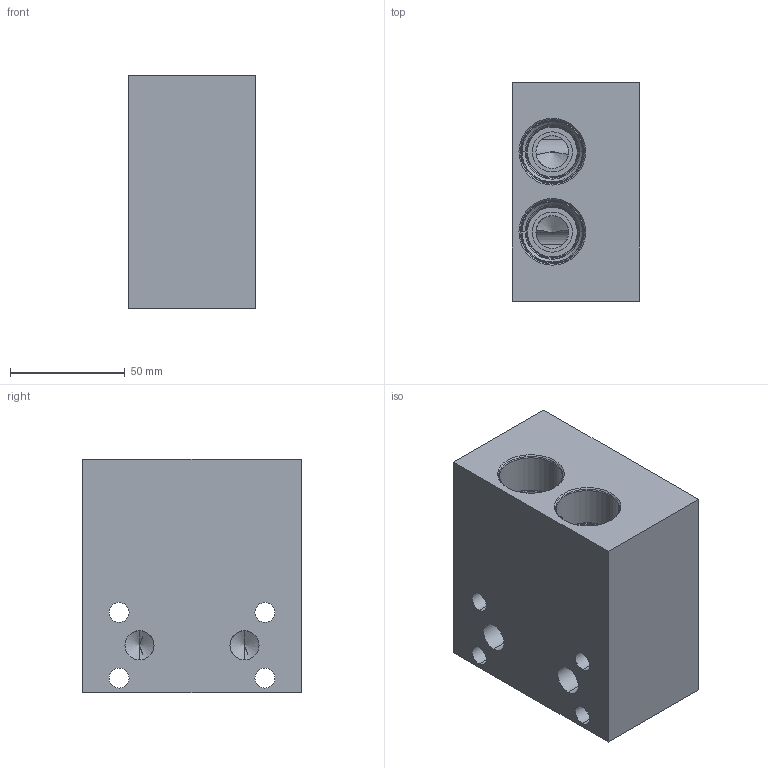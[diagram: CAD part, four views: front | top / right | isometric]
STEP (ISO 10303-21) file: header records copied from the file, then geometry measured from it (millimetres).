
FILE_DESCRIPTION((''),'2;1');
FILE_NAME('VGM_ASM','2020-05-28T',('ProEService'),(''),'PRO/ENGINEER BY PARAMETRIC TECHNOLOGY CORPORATION, 2014200','PRO/ENGINEER BY PARAMETRIC TECHNOLOGY CORPORATION, 2014200','');
FILE_SCHEMA(('CONFIG_CONTROL_DESIGN'));
Length unit declared in the file: inch
Products named in the file (2): 153-152-001; VGM_ASM
Assembly tree (1 placements, depth 2):
  VGM_ASM
    153-152-001
Bounding box: 55.58 x 95.25 x 101.6 mm (x, y, z)
Volume: 425530.6 mm3; surface area: 62843.6 mm2
Topology: 1 solids, 1 shells, 118 faces, 436 edges, 393 vertices
Faces by surface type: cylinder 52, cone 44, plane 14, torus 8
Entity records: 5267 total; most frequent: CARTESIAN_POINT 1660, DIRECTION 772, ORIENTED_EDGE 544, EDGE_CURVE 272, VECTOR 260, LINE 260, AXIS2_PLACEMENT_3D 256, VERTEX_POINT 164
